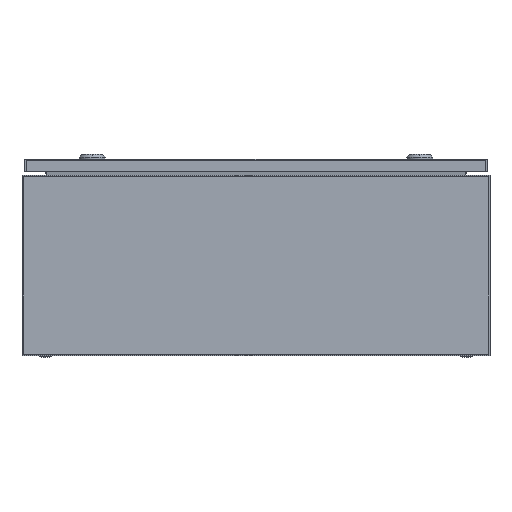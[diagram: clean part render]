
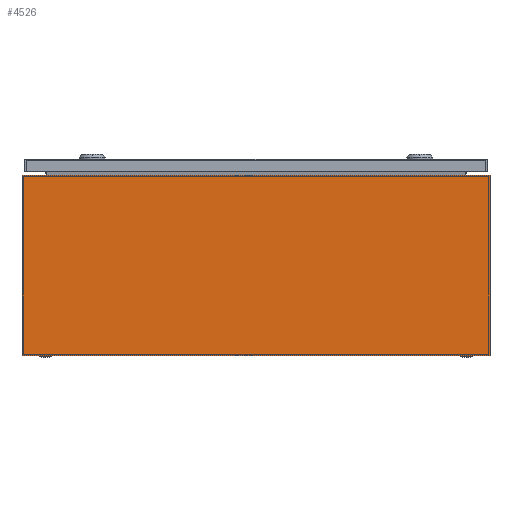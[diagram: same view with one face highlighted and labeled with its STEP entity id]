
A CAD part, left-side view. The second image highlights one B-rep face of the part: STEP entity #4526.
In plain terms, the highlighted planar face has unit normal (-1, 0, 0).
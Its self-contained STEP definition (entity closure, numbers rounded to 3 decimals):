
#562 = CARTESIAN_POINT ( 'NONE',  ( 0., 0., 0. ) ) ;
#589 = CARTESIAN_POINT ( 'NONE',  ( 0., 0., 193. ) ) ;
#1631 = VECTOR ( 'NONE', #4014, 1000. ) ;
#1862 = ORIENTED_EDGE ( 'NONE', *, *, #15295, .F. ) ;
#2197 = CARTESIAN_POINT ( 'NONE',  ( 0., 500., 193. ) ) ;
#2881 = EDGE_CURVE ( 'NONE', #36503, #36249, #31674, .T. ) ;
#4014 = DIRECTION ( 'NONE',  ( 0., -1., 0. ) ) ;
#4526 = ADVANCED_FACE ( 'NONE', ( #34158 ), #25663, .F. ) ;
#4778 = DIRECTION ( 'NONE',  ( 1., 0., 0. ) ) ;
#5188 = DIRECTION ( 'NONE',  ( 0., 0., -1. ) ) ;
#5933 = EDGE_LOOP ( 'NONE', ( #9874, #1862, #35500, #7686 ) ) ;
#7686 = ORIENTED_EDGE ( 'NONE', *, *, #2881, .T. ) ;
#8074 = VECTOR ( 'NONE', #11375, 1000. ) ;
#9874 = ORIENTED_EDGE ( 'NONE', *, *, #17839, .T. ) ;
#10210 = CARTESIAN_POINT ( 'NONE',  ( 0., 0., 0. ) ) ;
#11193 = VERTEX_POINT ( 'NONE', #33225 ) ;
#11375 = DIRECTION ( 'NONE',  ( 0., -1., 0. ) ) ;
#12173 = LINE ( 'NONE', #562, #1631 ) ;
#14100 = CARTESIAN_POINT ( 'NONE',  ( 0., 500., 193. ) ) ;
#14673 = CARTESIAN_POINT ( 'NONE',  ( 0., 0., 193. ) ) ;
#15055 = LINE ( 'NONE', #14673, #8074 ) ;
#15295 = EDGE_CURVE ( 'NONE', #11193, #25294, #23980, .T. ) ;
#16601 = DIRECTION ( 'NONE',  ( 0., 0., -1. ) ) ;
#17839 = EDGE_CURVE ( 'NONE', #36249, #25294, #12173, .T. ) ;
#18570 = DIRECTION ( 'NONE',  ( 0., 0., -1. ) ) ;
#19476 = CARTESIAN_POINT ( 'NONE',  ( 0., 0., 193. ) ) ;
#23980 = LINE ( 'NONE', #589, #36757 ) ;
#24631 = CARTESIAN_POINT ( 'NONE',  ( 0., 500., 0. ) ) ;
#25294 = VERTEX_POINT ( 'NONE', #10210 ) ;
#25663 = PLANE ( 'NONE',  #37571 ) ;
#29302 = VECTOR ( 'NONE', #5188, 1000. ) ;
#31674 = LINE ( 'NONE', #14100, #29302 ) ;
#32048 = EDGE_CURVE ( 'NONE', #36503, #11193, #15055, .T. ) ;
#33225 = CARTESIAN_POINT ( 'NONE',  ( 0., 0., 193. ) ) ;
#34158 = FACE_OUTER_BOUND ( 'NONE', #5933, .T. ) ;
#35500 = ORIENTED_EDGE ( 'NONE', *, *, #32048, .F. ) ;
#36249 = VERTEX_POINT ( 'NONE', #24631 ) ;
#36503 = VERTEX_POINT ( 'NONE', #2197 ) ;
#36757 = VECTOR ( 'NONE', #18570, 1000. ) ;
#37571 = AXIS2_PLACEMENT_3D ( 'NONE', #19476, #4778, #16601 ) ;
